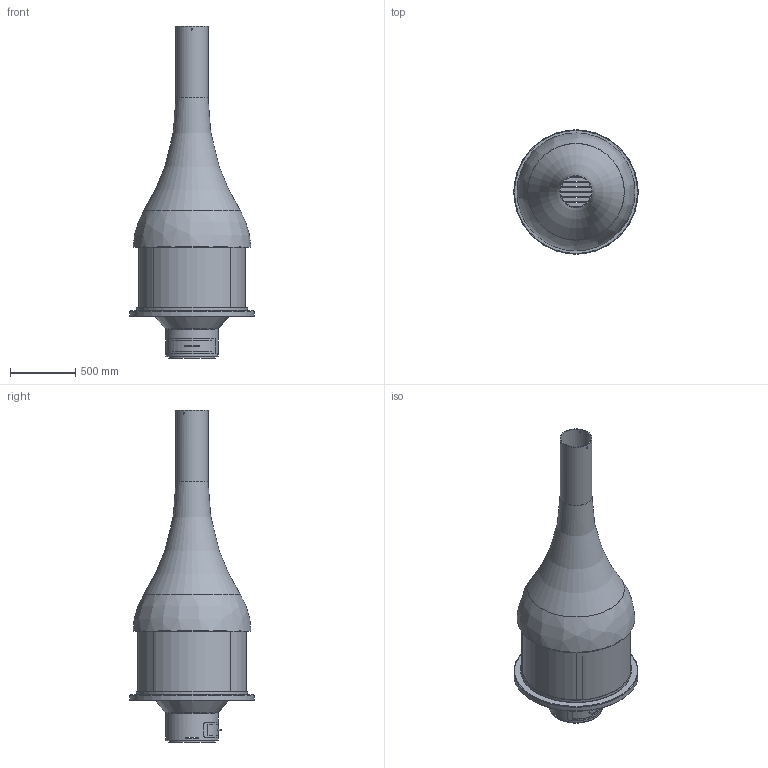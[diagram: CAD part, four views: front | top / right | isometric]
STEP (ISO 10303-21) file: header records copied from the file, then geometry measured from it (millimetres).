
FILE_DESCRIPTION(('STEP AP214'),'1');
FILE_NAME('.stp','2017-01-17T07:39:39',(' '),(' '),'Spatial InterOp 3D',' ',' ');
FILE_SCHEMA(('automotive_design'));
Length unit declared in the file: millimetre
Products named in the file (25): 995 Ensemble hotte+socle3; 995 Ensemble hotte+socle4; 995 Ensemble hotte+socle5; 995 Ensemble hotte+socle6; 995 Ensemble hotte+socle7; 995 Ensemble hotte+socle9; 995 Ensemble hotte+socle10; 995 Ensemble hotte+socle11; 995 Ensemble hotte+socle12; 995 Ensemble hotte+socle13; 995 Ensemble hotte+socle14; 995 Ensemble hotte+socle19; 995 Ensemble hotte+socle22; 995 Ensemble hotte+socle23; 995 Ensemble hotte+socle24; 995 Ensemble hotte+socle25; 995 Ensemble hotte+socle26; 995 Ensemble hotte+socle27; 995 Ensemble hotte+socle28; 995 Ensemble hotte+socle29; 995 Ensemble hotte+socle30; 995 Ensemble hotte+socle31; 995 Ensemble hotte+socle32; 995 Ensemble hotte+socle33
Assembly tree (24 placements, depth 2):
  (unnamed)
    995 Ensemble hotte+socle3
    995 Ensemble hotte+socle4
    995 Ensemble hotte+socle5
    995 Ensemble hotte+socle6
    995 Ensemble hotte+socle7
    995 Ensemble hotte+socle9
    995 Ensemble hotte+socle10
    995 Ensemble hotte+socle11
    995 Ensemble hotte+socle12
    995 Ensemble hotte+socle13
    995 Ensemble hotte+socle14
    995 Ensemble hotte+socle19
    995 Ensemble hotte+socle22
    995 Ensemble hotte+socle23
    995 Ensemble hotte+socle24
    995 Ensemble hotte+socle25
    995 Ensemble hotte+socle26
    995 Ensemble hotte+socle27
    995 Ensemble hotte+socle28
    995 Ensemble hotte+socle29
    995 Ensemble hotte+socle30
    995 Ensemble hotte+socle31
    995 Ensemble hotte+socle32
    995 Ensemble hotte+socle33
Bounding box: 950 x 950 x 2535 mm (x, y, z)
Volume: 22167803.1 mm3; surface area: 11238320.1 mm2
Topology: 24 solids, 24 shells, 2697 faces, 6511 edges, 3697 vertices
Faces by surface type: bspline 1277, cylinder 546, plane 374, torus 334, sphere 86, cone 80
Full cylindrical faces by diameter (mm): 8 x5, 11.2 x3, 236.5 x1, 244.5 x1, 352 x1, 357 x1, 362 x1, 398 x1, 402 x1, 635.439 x1, 816 x1, 820 x1, 844 x1, 848 x1, 863 x1, 944 x1, 950 x1
Entity records: 145008 total; most frequent: CARTESIAN_POINT 71087, ORIENTED_EDGE 12432, DIRECTION 8852, EDGE_CURVE 6216, AXIS2_PLACEMENT_3D 3873, VERTEX_POINT 3671, EDGE_LOOP 2825, FACE_OUTER_BOUND 2750
